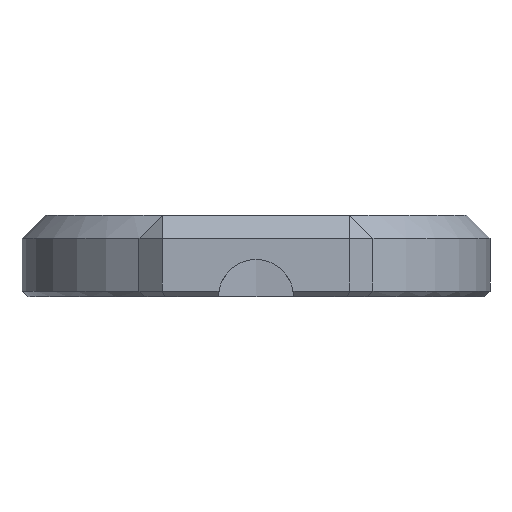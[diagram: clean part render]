
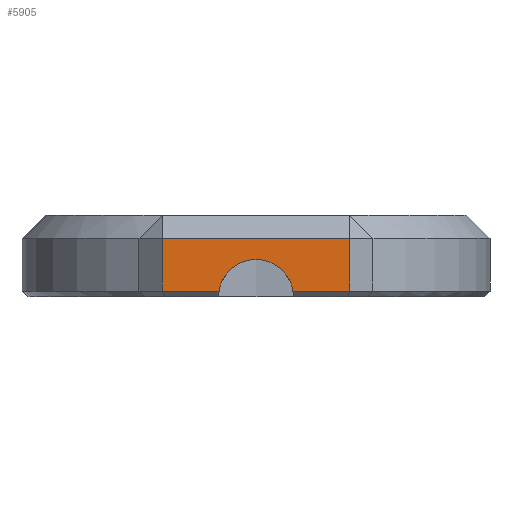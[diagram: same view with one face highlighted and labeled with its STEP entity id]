
A CAD part, left-side view. The second image highlights one B-rep face of the part: STEP entity #5905.
In plain terms, the highlighted planar face has unit normal (-1, 0, 0).
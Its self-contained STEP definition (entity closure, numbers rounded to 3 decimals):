
#47 = CARTESIAN_POINT ( 'NONE',  ( 0., 0., 5. ) ) ;
#113 = DIRECTION ( 'NONE',  ( 0., -1., 0. ) ) ;
#494 = CARTESIAN_POINT ( 'NONE',  ( 0., 12., 0.5 ) ) ;
#552 = LINE ( 'NONE', #47, #3927 ) ;
#739 = FACE_OUTER_BOUND ( 'NONE', #1624, .T. ) ;
#833 = VERTEX_POINT ( 'NONE', #3727 ) ;
#1180 = CARTESIAN_POINT ( 'NONE',  ( 0., 0., 7. ) ) ;
#1304 = CARTESIAN_POINT ( 'NONE',  ( 0., 12., 5. ) ) ;
#1328 = ORIENTED_EDGE ( 'NONE', *, *, #3242, .T. ) ;
#1585 = CARTESIAN_POINT ( 'NONE',  ( 0., 28., 0.5 ) ) ;
#1624 = EDGE_LOOP ( 'NONE', ( #2854, #3747, #2337, #3215, #1328, #4683 ) ) ;
#1679 = VERTEX_POINT ( 'NONE', #3018 ) ;
#1720 = AXIS2_PLACEMENT_3D ( 'NONE', #5531, #3954, #3481 ) ;
#1808 = VECTOR ( 'NONE', #5932, 1000. ) ;
#1876 = DIRECTION ( 'NONE',  ( 0., 0., -1. ) ) ;
#1972 = CARTESIAN_POINT ( 'NONE',  ( 0., 23.2, 0.5 ) ) ;
#2082 = EDGE_CURVE ( 'NONE', #833, #2176, #4243, .T. ) ;
#2174 = VERTEX_POINT ( 'NONE', #1585 ) ;
#2176 = VERTEX_POINT ( 'NONE', #5984 ) ;
#2318 = CARTESIAN_POINT ( 'NONE',  ( 0., 12., 7. ) ) ;
#2337 = ORIENTED_EDGE ( 'NONE', *, *, #4468, .T. ) ;
#2397 = VERTEX_POINT ( 'NONE', #494 ) ;
#2854 = ORIENTED_EDGE ( 'NONE', *, *, #2082, .F. ) ;
#2915 = LINE ( 'NONE', #2318, #4056 ) ;
#2920 = EDGE_CURVE ( 'NONE', #2174, #2176, #5494, .T. ) ;
#3018 = CARTESIAN_POINT ( 'NONE',  ( 0., 28., 5. ) ) ;
#3027 = VECTOR ( 'NONE', #1876, 1000. ) ;
#3043 = VECTOR ( 'NONE', #113, 1000. ) ;
#3079 = DIRECTION ( 'NONE',  ( 0., -1., 0. ) ) ;
#3138 = PLANE ( 'NONE',  #4331 ) ;
#3215 = ORIENTED_EDGE ( 'NONE', *, *, #5758, .T. ) ;
#3242 = EDGE_CURVE ( 'NONE', #1679, #2174, #3868, .T. ) ;
#3481 = DIRECTION ( 'NONE',  ( 0., -1., 0. ) ) ;
#3517 = DIRECTION ( 'NONE',  ( -1., 0., 0. ) ) ;
#3727 = CARTESIAN_POINT ( 'NONE',  ( 0., 16.839, 0.5 ) ) ;
#3747 = ORIENTED_EDGE ( 'NONE', *, *, #4507, .T. ) ;
#3868 = LINE ( 'NONE', #5677, #3027 ) ;
#3927 = VECTOR ( 'NONE', #6240, 1000. ) ;
#3954 = DIRECTION ( 'NONE',  ( -1., 0., 0. ) ) ;
#4056 = VECTOR ( 'NONE', #4848, 1000. ) ;
#4243 = CIRCLE ( 'NONE', #1720, 3.2 ) ;
#4331 = AXIS2_PLACEMENT_3D ( 'NONE', #1180, #3517, #3079 ) ;
#4468 = EDGE_CURVE ( 'NONE', #2397, #4753, #2915, .T. ) ;
#4507 = EDGE_CURVE ( 'NONE', #833, #2397, #5009, .T. ) ;
#4683 = ORIENTED_EDGE ( 'NONE', *, *, #2920, .T. ) ;
#4753 = VERTEX_POINT ( 'NONE', #1304 ) ;
#4848 = DIRECTION ( 'NONE',  ( 0., 0., 1. ) ) ;
#5009 = LINE ( 'NONE', #5417, #3043 ) ;
#5417 = CARTESIAN_POINT ( 'NONE',  ( 0., 12., 0.5 ) ) ;
#5494 = LINE ( 'NONE', #1972, #1808 ) ;
#5531 = CARTESIAN_POINT ( 'NONE',  ( 0., 20., 0.004 ) ) ;
#5677 = CARTESIAN_POINT ( 'NONE',  ( 0., 28., 7. ) ) ;
#5758 = EDGE_CURVE ( 'NONE', #4753, #1679, #552, .T. ) ;
#5905 = ADVANCED_FACE ( 'NONE', ( #739 ), #3138, .T. ) ;
#5932 = DIRECTION ( 'NONE',  ( 0., -1., 0. ) ) ;
#5984 = CARTESIAN_POINT ( 'NONE',  ( 0., 23.161, 0.5 ) ) ;
#6240 = DIRECTION ( 'NONE',  ( 0., 1., 0. ) ) ;
